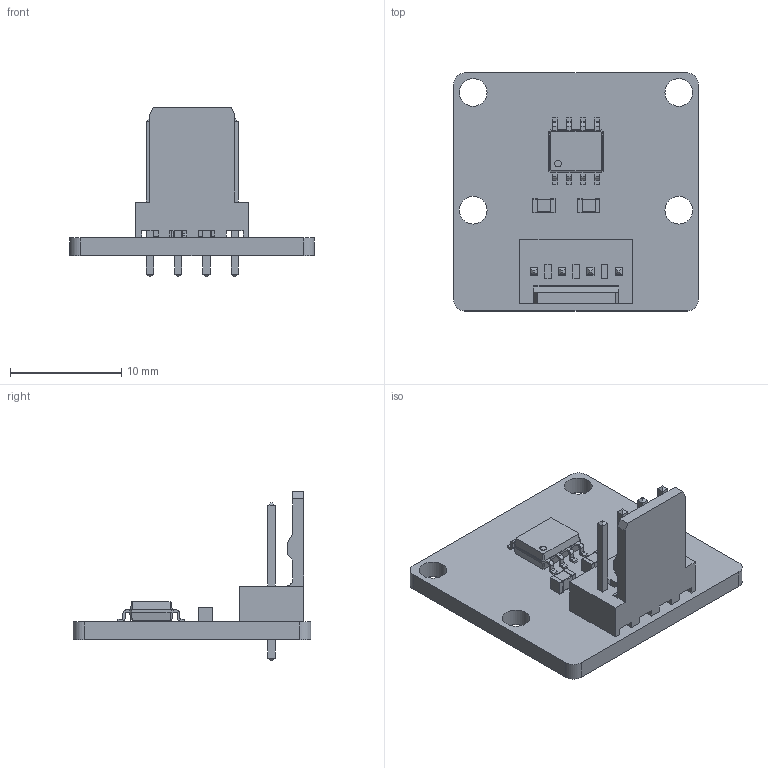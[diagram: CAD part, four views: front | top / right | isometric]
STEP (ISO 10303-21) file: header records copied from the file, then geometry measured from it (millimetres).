
FILE_DESCRIPTION(('KiCad electronic assembly'),'2;1');
FILE_NAME('AS5600_I2C_molex_v1.step','2018-12-15T21:45:41',('An Author') ,('A Company'),'Open CASCADE STEP processor 6.8', 'KiCad to STEP converter','Unknown');
FILE_SCHEMA(('AUTOMOTIVE_DESIGN_CC2 { 1 2 10303 214 -1 1 5 4 }'));
Length unit declared in the file: millimetre
Products named in the file (8): Open CASCADE STEP translator 6.8 1; Molex_KK-254_AE-6410-04A_1x04_P2.54mm_Vertical; SOLID; C_0805_2012Metric; SOIC-8_3.9x4.9mm_P1.27mm; COMPOUND
Assembly tree (8 placements, depth 3):
  Open CASCADE STEP translator 6.8 1
    Molex_KK-254_AE-6410-04A_1x04_P2.54mm_Vertical
      SOLID
    C_0805_2012Metric  x2
      SOLID
    SOIC-8_3.9x4.9mm_P1.27mm
      SOLID
    COMPOUND
Bounding box: 22 x 21.4 x 15.26 mm (x, y, z)
Volume: 998.8 mm3; surface area: 1740.5 mm2
Topology: 5 solids, 5 shells, 348 faces, 887 edges, 562 vertices
Faces by surface type: plane 246, cylinder 70, bspline 32
Full cylindrical faces by diameter (mm): 0.6 x1, 1.2 x4, 2.5 x4
Entity records: 28641 total; most frequent: CARTESIAN_POINT 10524, DIRECTION 2759, LINE 1887, VECTOR 1887, ORIENTED_EDGE 1630, PCURVE 1630, DEFINITIONAL_REPRESENTATION 1630, EDGE_CURVE 815
